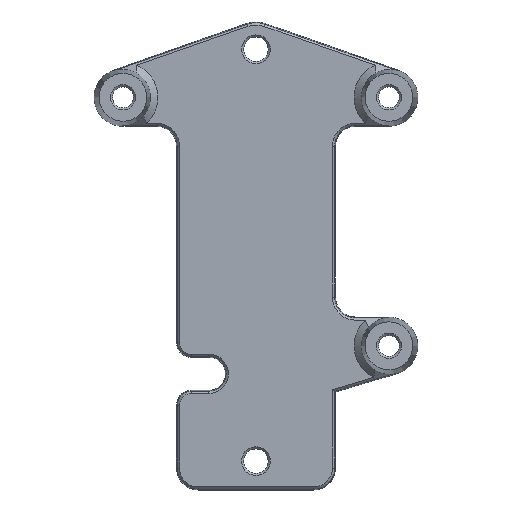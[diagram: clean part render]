
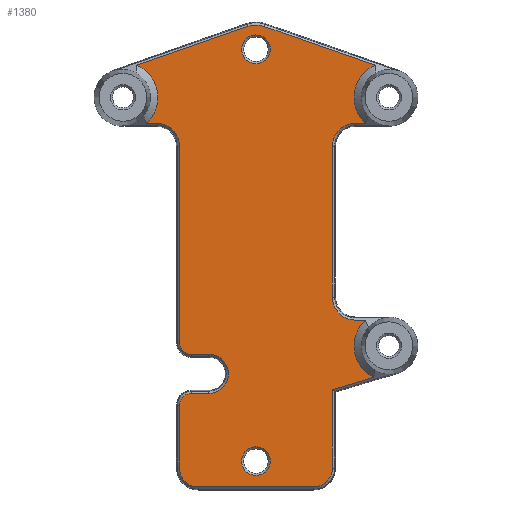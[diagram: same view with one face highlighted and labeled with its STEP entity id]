
A CAD part, top view. The second image highlights one B-rep face of the part: STEP entity #1380.
In plain terms, the highlighted planar face has unit normal (0, 0, 1).
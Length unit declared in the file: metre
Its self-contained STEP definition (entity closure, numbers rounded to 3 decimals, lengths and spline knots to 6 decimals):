
#78=LINE('',#2110,#199);
#79=LINE('',#2115,#200);
#80=LINE('',#2119,#201);
#81=LINE('',#2123,#202);
#82=LINE('',#2127,#203);
#83=LINE('',#2131,#204);
#84=LINE('',#2135,#205);
#85=LINE('',#2139,#206);
#86=LINE('',#2141,#207);
#87=LINE('',#2145,#208);
#88=LINE('',#2149,#209);
#89=LINE('',#2153,#210);
#90=LINE('',#2157,#211);
#199=VECTOR('',#1668,1.);
#200=VECTOR('',#1671,1.);
#201=VECTOR('',#1674,1.);
#202=VECTOR('',#1677,1.);
#203=VECTOR('',#1680,1.);
#204=VECTOR('',#1683,1.);
#205=VECTOR('',#1686,1.);
#206=VECTOR('',#1689,1.);
#207=VECTOR('',#1690,1.);
#208=VECTOR('',#1693,1.);
#209=VECTOR('',#1696,1.);
#210=VECTOR('',#1699,1.);
#211=VECTOR('',#1702,1.);
#326=ORIENTED_EDGE('',*,*,#724,.T.);
#327=ORIENTED_EDGE('',*,*,#725,.T.);
#328=ORIENTED_EDGE('',*,*,#726,.T.);
#329=ORIENTED_EDGE('',*,*,#727,.T.);
#330=ORIENTED_EDGE('',*,*,#728,.T.);
#331=ORIENTED_EDGE('',*,*,#729,.T.);
#332=ORIENTED_EDGE('',*,*,#730,.T.);
#333=ORIENTED_EDGE('',*,*,#731,.T.);
#334=ORIENTED_EDGE('',*,*,#732,.T.);
#335=ORIENTED_EDGE('',*,*,#733,.T.);
#336=ORIENTED_EDGE('',*,*,#734,.T.);
#337=ORIENTED_EDGE('',*,*,#735,.T.);
#338=ORIENTED_EDGE('',*,*,#736,.T.);
#339=ORIENTED_EDGE('',*,*,#737,.T.);
#340=ORIENTED_EDGE('',*,*,#738,.T.);
#341=ORIENTED_EDGE('',*,*,#739,.T.);
#342=ORIENTED_EDGE('',*,*,#740,.T.);
#343=ORIENTED_EDGE('',*,*,#741,.T.);
#344=ORIENTED_EDGE('',*,*,#742,.T.);
#345=ORIENTED_EDGE('',*,*,#743,.T.);
#346=ORIENTED_EDGE('',*,*,#744,.T.);
#347=ORIENTED_EDGE('',*,*,#745,.T.);
#348=ORIENTED_EDGE('',*,*,#746,.T.);
#349=ORIENTED_EDGE('',*,*,#747,.T.);
#350=ORIENTED_EDGE('',*,*,#748,.T.);
#351=ORIENTED_EDGE('',*,*,#749,.T.);
#352=ORIENTED_EDGE('',*,*,#750,.T.);
#724=EDGE_CURVE('',#923,#923,#1047,.F.);
#725=EDGE_CURVE('',#924,#924,#1048,.F.);
#726=EDGE_CURVE('',#925,#926,#78,.T.);
#727=EDGE_CURVE('',#926,#927,#1049,.F.);
#728=EDGE_CURVE('',#927,#928,#79,.T.);
#729=EDGE_CURVE('',#928,#929,#1050,.F.);
#730=EDGE_CURVE('',#929,#930,#80,.T.);
#731=EDGE_CURVE('',#930,#931,#1051,.T.);
#732=EDGE_CURVE('',#931,#932,#81,.T.);
#733=EDGE_CURVE('',#932,#933,#1052,.F.);
#734=EDGE_CURVE('',#933,#934,#82,.T.);
#735=EDGE_CURVE('',#934,#935,#1053,.T.);
#736=EDGE_CURVE('',#935,#936,#83,.T.);
#737=EDGE_CURVE('',#936,#937,#1054,.T.);
#738=EDGE_CURVE('',#937,#938,#84,.T.);
#739=EDGE_CURVE('',#938,#939,#1055,.T.);
#740=EDGE_CURVE('',#939,#940,#85,.T.);
#741=EDGE_CURVE('',#940,#941,#86,.T.);
#742=EDGE_CURVE('',#941,#942,#1056,.F.);
#743=EDGE_CURVE('',#942,#943,#87,.T.);
#744=EDGE_CURVE('',#943,#944,#1057,.F.);
#745=EDGE_CURVE('',#944,#945,#88,.T.);
#746=EDGE_CURVE('',#945,#946,#1058,.F.);
#747=EDGE_CURVE('',#946,#947,#89,.T.);
#748=EDGE_CURVE('',#947,#948,#1059,.F.);
#749=EDGE_CURVE('',#948,#949,#90,.T.);
#750=EDGE_CURVE('',#949,#925,#1060,.T.);
#923=VERTEX_POINT('',#2107);
#924=VERTEX_POINT('',#2109);
#925=VERTEX_POINT('',#2111);
#926=VERTEX_POINT('',#2112);
#927=VERTEX_POINT('',#2114);
#928=VERTEX_POINT('',#2116);
#929=VERTEX_POINT('',#2118);
#930=VERTEX_POINT('',#2120);
#931=VERTEX_POINT('',#2122);
#932=VERTEX_POINT('',#2124);
#933=VERTEX_POINT('',#2126);
#934=VERTEX_POINT('',#2128);
#935=VERTEX_POINT('',#2130);
#936=VERTEX_POINT('',#2132);
#937=VERTEX_POINT('',#2134);
#938=VERTEX_POINT('',#2136);
#939=VERTEX_POINT('',#2138);
#940=VERTEX_POINT('',#2140);
#941=VERTEX_POINT('',#2142);
#942=VERTEX_POINT('',#2144);
#943=VERTEX_POINT('',#2146);
#944=VERTEX_POINT('',#2148);
#945=VERTEX_POINT('',#2150);
#946=VERTEX_POINT('',#2152);
#947=VERTEX_POINT('',#2154);
#948=VERTEX_POINT('',#2156);
#949=VERTEX_POINT('',#2158);
#1047=CIRCLE('',#1490,0.00205);
#1048=CIRCLE('',#1491,0.00205);
#1049=CIRCLE('',#1492,0.005);
#1050=CIRCLE('',#1493,0.0033);
#1051=CIRCLE('',#1494,0.0017);
#1052=CIRCLE('',#1495,0.0028);
#1053=CIRCLE('',#1496,0.0017);
#1054=CIRCLE('',#1497,0.0027);
#1055=CIRCLE('',#1498,0.0027);
#1056=CIRCLE('',#1499,0.005);
#1057=CIRCLE('',#1500,0.0033);
#1058=CIRCLE('',#1501,0.0033);
#1059=CIRCLE('',#1502,0.005);
#1060=CIRCLE('',#1503,0.003476);
#1113=EDGE_LOOP('',(#326));
#1114=EDGE_LOOP('',(#327));
#1115=EDGE_LOOP('',(#328,#329,#330,#331,#332,#333,#334,#335,#336,#337,#338,
#339,#340,#341,#342,#343,#344,#345,#346,#347,#348,#349,#350,#351,#352));
#1226=FACE_BOUND('',#1113,.T.);
#1227=FACE_BOUND('',#1114,.T.);
#1228=FACE_BOUND('',#1115,.T.);
#1336=PLANE('',#1489);
#1380=ADVANCED_FACE('',(#1226,#1227,#1228),#1336,.T.);
#1489=AXIS2_PLACEMENT_3D('',#2105,#1662,#1663);
#1490=AXIS2_PLACEMENT_3D('',#2106,#1664,#1665);
#1491=AXIS2_PLACEMENT_3D('',#2108,#1666,#1667);
#1492=AXIS2_PLACEMENT_3D('',#2113,#1669,#1670);
#1493=AXIS2_PLACEMENT_3D('',#2117,#1672,#1673);
#1494=AXIS2_PLACEMENT_3D('',#2121,#1675,#1676);
#1495=AXIS2_PLACEMENT_3D('',#2125,#1678,#1679);
#1496=AXIS2_PLACEMENT_3D('',#2129,#1681,#1682);
#1497=AXIS2_PLACEMENT_3D('',#2133,#1684,#1685);
#1498=AXIS2_PLACEMENT_3D('',#2137,#1687,#1688);
#1499=AXIS2_PLACEMENT_3D('',#2143,#1691,#1692);
#1500=AXIS2_PLACEMENT_3D('',#2147,#1694,#1695);
#1501=AXIS2_PLACEMENT_3D('',#2151,#1697,#1698);
#1502=AXIS2_PLACEMENT_3D('',#2155,#1700,#1701);
#1503=AXIS2_PLACEMENT_3D('',#2159,#1703,#1704);
#1662=DIRECTION('',(0.,0.,1.));
#1663=DIRECTION('',(1.,0.,0.));
#1664=DIRECTION('',(0.,0.,1.));
#1665=DIRECTION('',(1.,0.,0.));
#1666=DIRECTION('',(0.,0.,1.));
#1667=DIRECTION('',(1.,0.,0.));
#1668=DIRECTION('',(-0.944,-0.33,0.));
#1669=DIRECTION('',(0.,0.,1.));
#1670=DIRECTION('',(1.,0.,0.));
#1671=DIRECTION('',(1.,0.,0.));
#1672=DIRECTION('',(0.,0.,1.));
#1673=DIRECTION('',(1.,0.,0.));
#1674=DIRECTION('',(0.,-1.,0.));
#1675=DIRECTION('',(0.,0.,1.));
#1676=DIRECTION('',(1.,0.,0.));
#1677=DIRECTION('',(1.,0.,0.));
#1678=DIRECTION('',(0.,0.,1.));
#1679=DIRECTION('',(1.,0.,0.));
#1680=DIRECTION('',(-1.,0.,0.));
#1681=DIRECTION('',(0.,0.,1.));
#1682=DIRECTION('',(1.,0.,0.));
#1683=DIRECTION('',(0.,-1.,0.));
#1684=DIRECTION('',(0.,0.,1.));
#1685=DIRECTION('',(1.,0.,0.));
#1686=DIRECTION('',(1.,0.,0.));
#1687=DIRECTION('',(0.,0.,1.));
#1688=DIRECTION('',(1.,0.,0.));
#1689=DIRECTION('',(0.,1.,0.));
#1690=DIRECTION('',(0.958,0.286,0.));
#1691=DIRECTION('',(0.,0.,1.));
#1692=DIRECTION('',(1.,0.,0.));
#1693=DIRECTION('',(-1.,0.,0.));
#1694=DIRECTION('',(0.,0.,1.));
#1695=DIRECTION('',(1.,0.,0.));
#1696=DIRECTION('',(0.,1.,0.));
#1697=DIRECTION('',(0.,0.,1.));
#1698=DIRECTION('',(1.,0.,0.));
#1699=DIRECTION('',(1.,0.,0.));
#1700=DIRECTION('',(0.,0.,1.));
#1701=DIRECTION('',(1.,0.,0.));
#1702=DIRECTION('',(-0.944,0.33,0.));
#1703=DIRECTION('',(0.,0.,1.));
#1704=DIRECTION('',(1.,0.,0.));
#2105=CARTESIAN_POINT('',(0.,0.0295,0.003));
#2106=CARTESIAN_POINT('',(0.,0.,0.003));
#2107=CARTESIAN_POINT('',(0.00205,0.,0.003));
#2108=CARTESIAN_POINT('',(0.,0.059,0.003));
#2109=CARTESIAN_POINT('',(0.00205,0.059,0.003));
#2110=CARTESIAN_POINT('',(-0.01034,0.059066,0.003));
#2111=CARTESIAN_POINT('',(-0.001147,0.062281,0.003));
#2112=CARTESIAN_POINT('',(-0.017097,0.056703,0.003));
#2113=CARTESIAN_POINT('',(-0.01905,0.0521,0.003));
#2114=CARTESIAN_POINT('',(-0.015687,0.0484,0.003));
#2115=CARTESIAN_POINT('',(0.,0.0484,0.003));
#2116=CARTESIAN_POINT('',(-0.01425,0.0484,0.003));
#2117=CARTESIAN_POINT('',(-0.01425,0.0451,0.003));
#2118=CARTESIAN_POINT('',(-0.01095,0.0451,0.003));
#2119=CARTESIAN_POINT('',(-0.01095,0.017,0.003));
#2120=CARTESIAN_POINT('',(-0.01095,0.017,0.003));
#2121=CARTESIAN_POINT('',(-0.00925,0.017,0.003));
#2122=CARTESIAN_POINT('',(-0.00925,0.0153,0.003));
#2123=CARTESIAN_POINT('',(0.,0.0153,0.003));
#2124=CARTESIAN_POINT('',(-0.00675,0.0153,0.003));
#2125=CARTESIAN_POINT('',(-0.00675,0.0125,0.003));
#2126=CARTESIAN_POINT('',(-0.00675,0.0097,0.003));
#2127=CARTESIAN_POINT('',(-0.00925,0.0097,0.003));
#2128=CARTESIAN_POINT('',(-0.00925,0.0097,0.003));
#2129=CARTESIAN_POINT('',(-0.00925,0.008,0.003));
#2130=CARTESIAN_POINT('',(-0.01095,0.008,0.003));
#2131=CARTESIAN_POINT('',(-0.01095,-0.001,0.003));
#2132=CARTESIAN_POINT('',(-0.01095,-0.001,0.003));
#2133=CARTESIAN_POINT('',(-0.00825,-0.001,0.003));
#2134=CARTESIAN_POINT('',(-0.00825,-0.0037,0.003));
#2135=CARTESIAN_POINT('',(0.00825,-0.0037,0.003));
#2136=CARTESIAN_POINT('',(0.00825,-0.0037,0.003));
#2137=CARTESIAN_POINT('',(0.00825,-0.001,0.003));
#2138=CARTESIAN_POINT('',(0.01095,-0.001,0.003));
#2139=CARTESIAN_POINT('',(0.01095,0.0295,0.003));
#2140=CARTESIAN_POINT('',(0.01095,0.010224,0.003));
#2141=CARTESIAN_POINT('',(0.006173,0.008799,0.003));
#2142=CARTESIAN_POINT('',(0.016885,0.011993,0.003));
#2143=CARTESIAN_POINT('',(0.01905,0.0165,0.003));
#2144=CARTESIAN_POINT('',(0.015687,0.0202,0.003));
#2145=CARTESIAN_POINT('',(0.,0.0202,0.003));
#2146=CARTESIAN_POINT('',(0.01425,0.0202,0.003));
#2147=CARTESIAN_POINT('',(0.01425,0.0235,0.003));
#2148=CARTESIAN_POINT('',(0.01095,0.0235,0.003));
#2149=CARTESIAN_POINT('',(0.01095,0.0295,0.003));
#2150=CARTESIAN_POINT('',(0.01095,0.0451,0.003));
#2151=CARTESIAN_POINT('',(0.01425,0.0451,0.003));
#2152=CARTESIAN_POINT('',(0.01425,0.0484,0.003));
#2153=CARTESIAN_POINT('',(0.01905,0.0484,0.003));
#2154=CARTESIAN_POINT('',(0.015687,0.0484,0.003));
#2155=CARTESIAN_POINT('',(0.01905,0.0521,0.003));
#2156=CARTESIAN_POINT('',(0.017097,0.056703,0.003));
#2157=CARTESIAN_POINT('',(0.001147,0.062281,0.003));
#2158=CARTESIAN_POINT('',(0.001147,0.062281,0.003));
#2159=CARTESIAN_POINT('',(0.,0.059,0.003));
